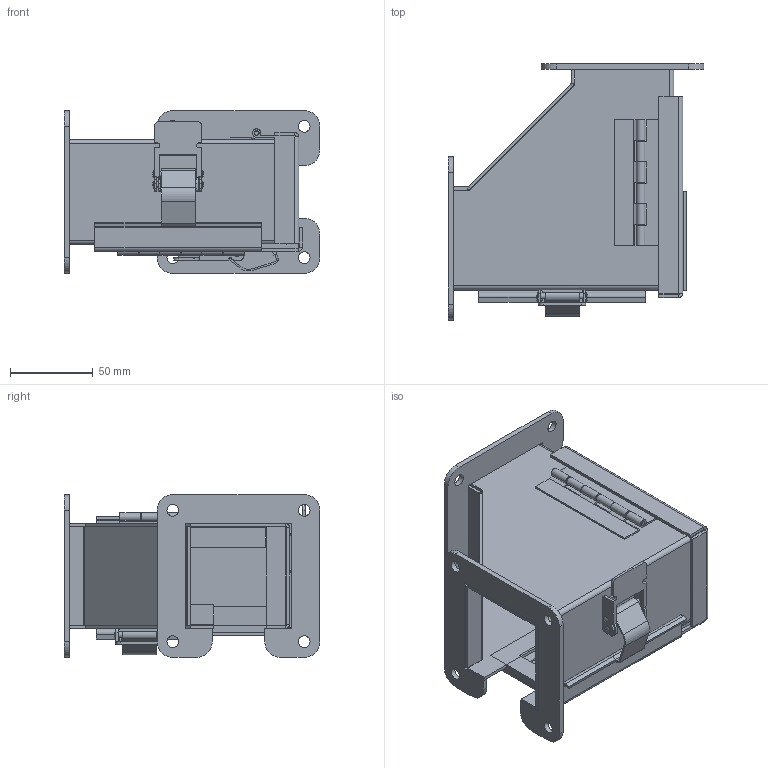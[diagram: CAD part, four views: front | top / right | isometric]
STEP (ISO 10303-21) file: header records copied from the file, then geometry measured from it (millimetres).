
FILE_DESCRIPTION(/* description */ ('LJW90CCW, TOP,CS, 2.5X2.5'),/* implementation_level */ '2;1');
FILE_NAME(/* name */ 'LJW902CCW.stp',/* time_stamp */ '2017-03-23T12:41:43+05:00',/* author */ ('mgunasekar'),/* organization */ (''),/* preprocessor_version */ 'ST-DEVELOPER v16.1',/* originating_system */ 'Autodesk Inventor 2016',/* authorisation */ '');
FILE_SCHEMA (('AUTOMOTIVE_DESIGN { 1 0 10303 214 3 1 1 }'));
Length unit declared in the file: inch
Products named in the file (19): LJW902CCWTOP; PART1; PART2; PART3; PART4; PART5; 35011; LJW902CCWBACKLIDGASKET; LJW2RINGP; LJW902CCWPOST; LJW902CCWBB; LJW902CCWBACKLID; LJW902CCWTOPLID; 328119LH; 328119P; 328119TH; 328119; LJW902CCWTOPLIDGASKET; LJW902CCW
Assembly tree (21 placements, depth 3):
  LJW902CCW
    LJW902CCWTOP
    35011  x2
      PART1
      PART2
      PART3
      PART4
      PART5
    LJW902CCWBACKLIDGASKET
    LJW2RINGP  x2
    LJW902CCWPOST
    LJW902CCWBB
    LJW902CCWBACKLID
    LJW902CCWTOPLID
    328119  x2
      328119LH
      328119P
      328119TH
    LJW902CCWTOPLIDGASKET
Bounding box: 154.64 x 154.64 x 98.42 mm (x, y, z)
Volume: 204496.6 mm3; surface area: 209615.6 mm2
Topology: 25 solids, 25 shells, 516 faces, 1284 edges, 818 vertices
Faces by surface type: plane 344, cylinder 156, bspline 16
Full cylindrical faces by diameter (mm): 2.54 x2, 2.957 x12, 3.454 x4, 3.946 x12, 4.286 x8, 7.144 x8
Entity records: 10802 total; most frequent: CARTESIAN_POINT 2071, DIRECTION 1714, ORIENTED_EDGE 1612, EDGE_CURVE 806, LINE 612, VECTOR 612, AXIS2_PLACEMENT_3D 551, VERTEX_POINT 516
